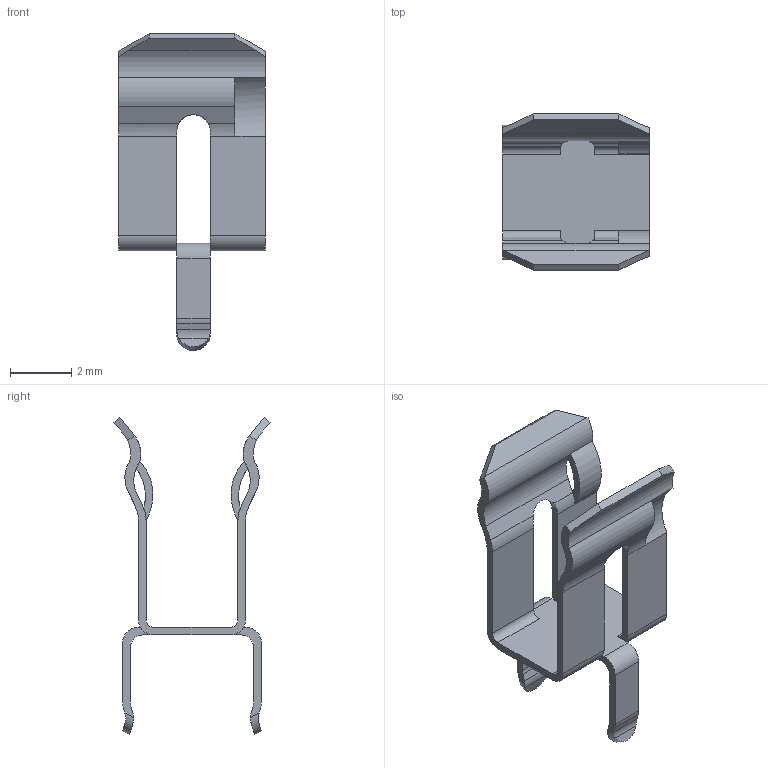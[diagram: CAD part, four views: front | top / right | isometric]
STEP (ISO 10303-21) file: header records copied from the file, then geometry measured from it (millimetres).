
FILE_DESCRIPTION (( 'STEP AP214' ), '1' );
FILE_NAME ('01110501Z.STEP', '2021-05-05T08:22:31', ( '' ), ( '' ), 'SwSTEP 2.0', 'SolidWorks 2019', '' );
FILE_SCHEMA (( 'AUTOMOTIVE_DESIGN' ));
Length unit declared in the file: millimetre
Products named in the file (2): 01110501Z
Assembly tree (1 placements, depth 2):
  01110501Z
    01110501Z
Bounding box: 4.8 x 5.1 x 10.35 mm (x, y, z)
Volume: 20.9 mm3; surface area: 182.6 mm2
Topology: 1 solids, 1 shells, 96 faces, 292 edges, 190 vertices
Faces by surface type: plane 50, cylinder 46
Entity records: 3372 total; most frequent: CARTESIAN_POINT 702, ORIENTED_EDGE 584, DIRECTION 542, EDGE_CURVE 292, AXIS2_PLACEMENT_3D 190, VERTEX_POINT 190, VECTOR 162, LINE 162
